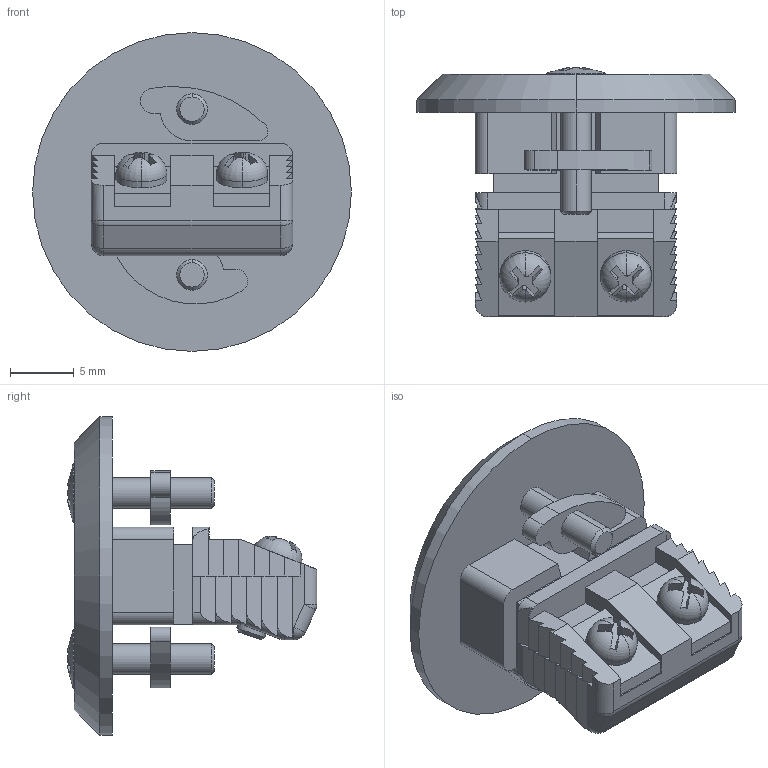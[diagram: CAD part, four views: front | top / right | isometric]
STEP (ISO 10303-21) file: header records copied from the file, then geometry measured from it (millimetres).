
FILE_DESCRIPTION (( 'STEP AP214' ), '1' );
FILE_NAME ('THMJ-MPJ.STEP', '2019-06-27T15:45:51', ( '' ), ( '' ), 'SwSTEP 2.0', 'SolidWorks 2017', '' );
FILE_SCHEMA (( 'AUTOMOTIVE_DESIGN' ));
Length unit declared in the file: millimetre
Products named in the file (1): THMJ-MPJ
Bounding box: 25 x 19.57 x 25 mm (x, y, z)
Volume: 2911.9 mm3; surface area: 2669.6 mm2
Topology: 1 solids, 3 shells, 357 faces, 936 edges, 602 vertices
Faces by surface type: plane 265, cylinder 66, cone 10, torus 8, sphere 6, bspline 2
Entity records: 15223 total; most frequent: CARTESIAN_POINT 2678, ORIENTED_EDGE 1868, DIRECTION 1672, EDGE_CURVE 934, LINE 688, VECTOR 688, VERTEX_POINT 602, AXIS2_PLACEMENT_3D 492
